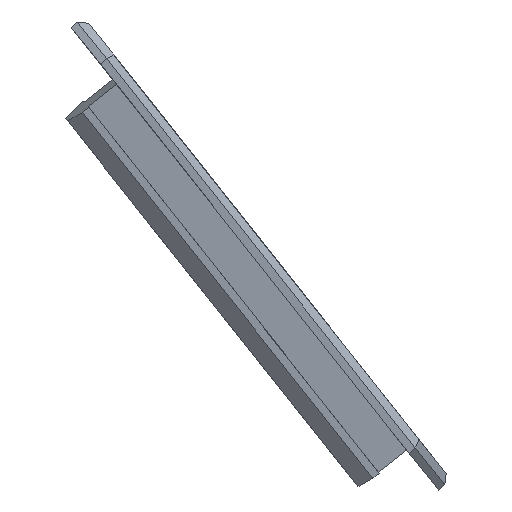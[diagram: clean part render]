
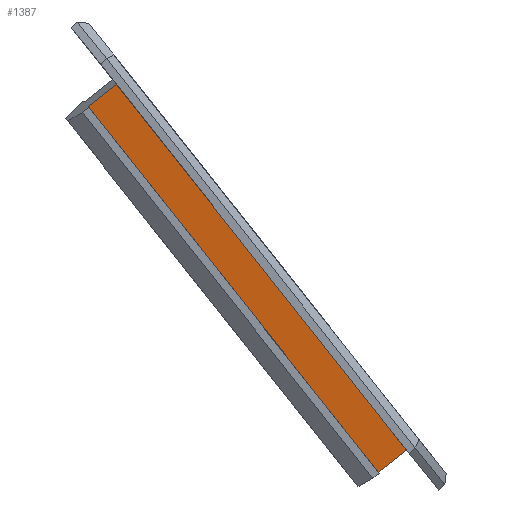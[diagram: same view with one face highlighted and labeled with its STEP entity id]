
A CAD part, left-side view. The second image highlights one B-rep face of the part: STEP entity #1387.
In plain terms, the highlighted planar face has unit normal (-0.961, -0.173, -0.218).
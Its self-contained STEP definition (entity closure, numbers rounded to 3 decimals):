
#106=FACE_OUTER_BOUND('',#182,.T.);
#182=EDGE_LOOP('',(#1066,#1067,#1068,#1069));
#303=LINE('',#2074,#469);
#332=LINE('',#2131,#498);
#333=LINE('',#2134,#499);
#334=LINE('',#2135,#500);
#469=VECTOR('',#1623,10.);
#498=VECTOR('',#1670,10.);
#499=VECTOR('',#1673,10.);
#500=VECTOR('',#1674,10.);
#632=VERTEX_POINT('',#2072);
#633=VERTEX_POINT('',#2073);
#652=VERTEX_POINT('',#2129);
#653=VERTEX_POINT('',#2133);
#784=EDGE_CURVE('',#632,#633,#303,.T.);
#813=EDGE_CURVE('',#652,#633,#332,.T.);
#814=EDGE_CURVE('',#652,#653,#333,.F.);
#815=EDGE_CURVE('',#653,#632,#334,.F.);
#1066=ORIENTED_EDGE('',*,*,#814,.F.);
#1067=ORIENTED_EDGE('',*,*,#813,.T.);
#1068=ORIENTED_EDGE('',*,*,#784,.F.);
#1069=ORIENTED_EDGE('',*,*,#815,.F.);
#1330=PLANE('',#1475);
#1387=ADVANCED_FACE('',(#106),#1330,.T.);
#1475=AXIS2_PLACEMENT_3D('',#2132,#1671,#1672);
#1623=DIRECTION('',(-0.278,0.597,0.752));
#1670=DIRECTION('',(0.,0.783,-0.622));
#1671=DIRECTION('center_axis',(-0.96,-0.173,-0.218));
#1672=DIRECTION('ref_axis',(-0.278,0.597,0.752));
#1673=DIRECTION('',(-0.278,0.597,0.752));
#1674=DIRECTION('',(0.,-0.783,0.622));
#2072=CARTESIAN_POINT('',(-14.753,4.909,24.646));
#2073=CARTESIAN_POINT('',(-23.05,22.701,47.065));
#2074=CARTESIAN_POINT('',(-14.725,4.849,24.571));
#2129=CARTESIAN_POINT('',(-23.05,20.978,48.433));
#2131=CARTESIAN_POINT('',(-23.05,20.978,48.433));
#2132=CARTESIAN_POINT('Origin',(-14.725,3.126,25.938));
#2133=CARTESIAN_POINT('',(-14.753,3.185,26.013));
#2134=CARTESIAN_POINT('',(-16.171,6.226,29.844));
#2135=CARTESIAN_POINT('',(-14.753,3.185,26.013));
